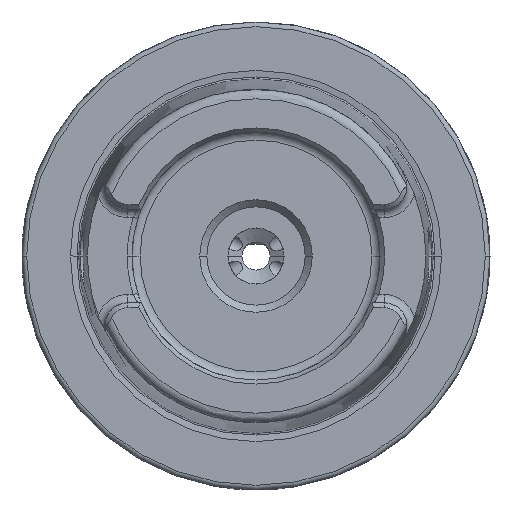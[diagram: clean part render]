
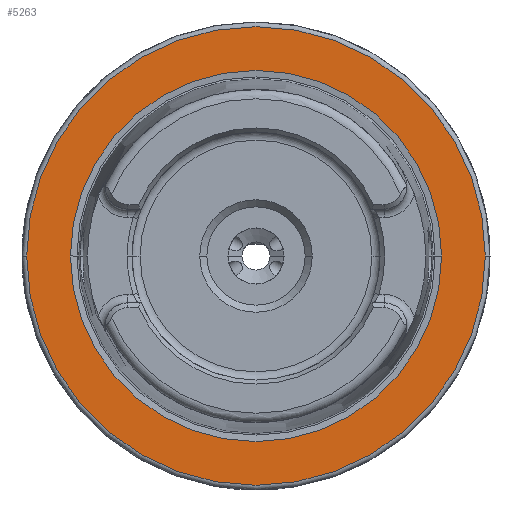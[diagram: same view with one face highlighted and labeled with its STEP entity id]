
A CAD part, left-side view. The second image highlights one B-rep face of the part: STEP entity #5263.
In plain terms, the highlighted planar face has unit normal (-1, 0, 0).
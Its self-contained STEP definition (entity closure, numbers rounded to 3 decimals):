
#516 = CARTESIAN_POINT ( 'NONE',  ( 0., 0., 49. ) ) ;
#559 = DIRECTION ( 'NONE',  ( 1., 0., 0. ) ) ;
#624 = CARTESIAN_POINT ( 'NONE',  ( 0., 0., 0. ) ) ;
#1646 = AXIS2_PLACEMENT_3D ( 'NONE', #2855, #2736, #3604 ) ;
#2379 = CARTESIAN_POINT ( 'NONE',  ( 0., 0., -49. ) ) ;
#2736 = DIRECTION ( 'NONE',  ( 1., 0., 0. ) ) ;
#2773 = EDGE_LOOP ( 'NONE', ( #10081, #8861 ) ) ;
#2855 = CARTESIAN_POINT ( 'NONE',  ( 0., 0., 0. ) ) ;
#3604 = DIRECTION ( 'NONE',  ( 0., 0., -1. ) ) ;
#3747 = CIRCLE ( 'NONE', #1646, 49. ) ;
#3917 = AXIS2_PLACEMENT_3D ( 'NONE', #6696, #7942, #10756 ) ;
#4217 = EDGE_CURVE ( 'NONE', #11944, #10276, #5430, .T. ) ;
#4383 = CARTESIAN_POINT ( 'NONE',  ( 0., 0., 39.647 ) ) ;
#4477 = AXIS2_PLACEMENT_3D ( 'NONE', #11809, #7151, #10892 ) ;
#4490 = EDGE_LOOP ( 'NONE', ( #5794, #9612 ) ) ;
#4589 = DIRECTION ( 'NONE',  ( 1., 0., 0. ) ) ;
#4747 = CIRCLE ( 'NONE', #8643, 39.647 ) ;
#5263 = ADVANCED_FACE ( 'NONE', ( #10775, #6102 ), #8086, .T. ) ;
#5430 = CIRCLE ( 'NONE', #5995, 49. ) ;
#5487 = VERTEX_POINT ( 'NONE', #6075 ) ;
#5794 = ORIENTED_EDGE ( 'NONE', *, *, #7898, .T. ) ;
#5995 = AXIS2_PLACEMENT_3D ( 'NONE', #624, #559, #6094 ) ;
#6075 = CARTESIAN_POINT ( 'NONE',  ( 0., 0., -39.647 ) ) ;
#6094 = DIRECTION ( 'NONE',  ( 0., 0., -1. ) ) ;
#6102 = FACE_OUTER_BOUND ( 'NONE', #2773, .T. ) ;
#6696 = CARTESIAN_POINT ( 'NONE',  ( 0., 0., 0. ) ) ;
#7151 = DIRECTION ( 'NONE',  ( -1., 0., 0. ) ) ;
#7622 = DIRECTION ( 'NONE',  ( 0., 0., -1. ) ) ;
#7898 = EDGE_CURVE ( 'NONE', #10653, #5487, #11735, .T. ) ;
#7942 = DIRECTION ( 'NONE',  ( 1., 0., 0. ) ) ;
#8086 = PLANE ( 'NONE',  #4477 ) ;
#8365 = CARTESIAN_POINT ( 'NONE',  ( 0., 0., 0. ) ) ;
#8643 = AXIS2_PLACEMENT_3D ( 'NONE', #8365, #4589, #7622 ) ;
#8861 = ORIENTED_EDGE ( 'NONE', *, *, #4217, .F. ) ;
#9612 = ORIENTED_EDGE ( 'NONE', *, *, #9902, .T. ) ;
#9902 = EDGE_CURVE ( 'NONE', #5487, #10653, #4747, .T. ) ;
#10081 = ORIENTED_EDGE ( 'NONE', *, *, #10318, .F. ) ;
#10276 = VERTEX_POINT ( 'NONE', #2379 ) ;
#10318 = EDGE_CURVE ( 'NONE', #10276, #11944, #3747, .T. ) ;
#10653 = VERTEX_POINT ( 'NONE', #4383 ) ;
#10756 = DIRECTION ( 'NONE',  ( 0., 0., -1. ) ) ;
#10775 = FACE_BOUND ( 'NONE', #4490, .T. ) ;
#10892 = DIRECTION ( 'NONE',  ( 0., 0., 1. ) ) ;
#11735 = CIRCLE ( 'NONE', #3917, 39.647 ) ;
#11809 = CARTESIAN_POINT ( 'NONE',  ( 0., 39.647, 0. ) ) ;
#11944 = VERTEX_POINT ( 'NONE', #516 ) ;
